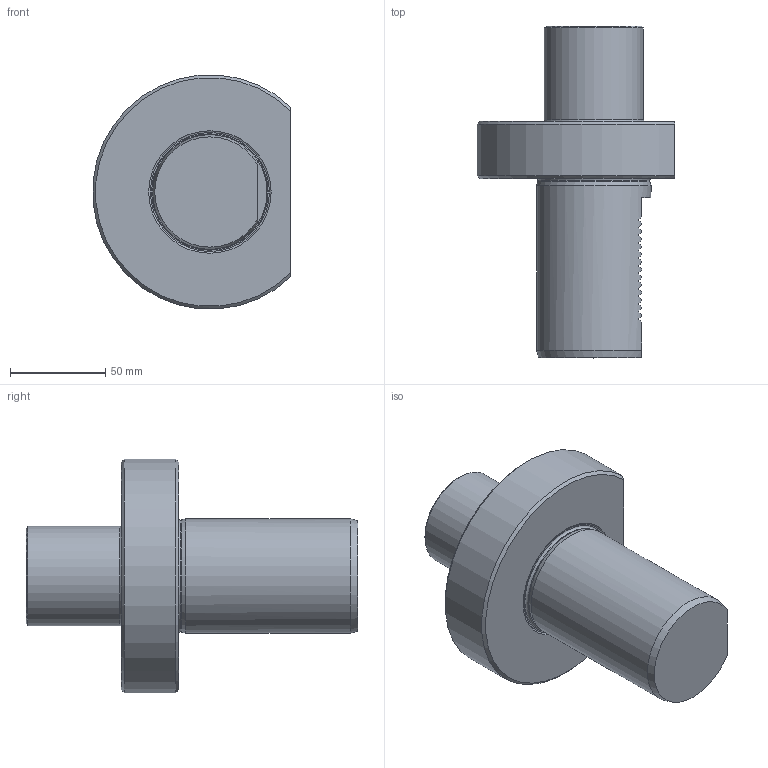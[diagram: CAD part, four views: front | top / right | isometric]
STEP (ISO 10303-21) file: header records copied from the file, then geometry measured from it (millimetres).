
FILE_DESCRIPTION (( 'STEP AP214' ), '1' );
FILE_NAME ('E160X32.STEP', '2025-06-30T12:49:32', ( '' ), ( '' ), 'SwSTEP 2.0', 'SolidWorks 2023', '' );
FILE_SCHEMA (( 'AUTOMOTIVE_DESIGN' ));
Length unit declared in the file: millimetre
Products named in the file (1): E160X32
Bounding box: 103.77 x 174 x 122.69 mm (x, y, z)
Volume: 630438.7 mm3; surface area: 64776.8 mm2
Topology: 1 solids, 1 shells, 287 faces, 766 edges, 509 vertices
Faces by surface type: plane 189, cylinder 45, bspline 43, cone 6, torus 4
Full cylindrical faces by diameter (mm): 1.7 x1, 2.1 x1, 6.366 x1, 32 x1, 52 x1, 58.7 x1, 60 x1
Entity records: 13639 total; most frequent: CARTESIAN_POINT 4782, ORIENTED_EDGE 1502, DIRECTION 1137, EDGE_CURVE 751, VERTEX_POINT 507, VECTOR 501, LINE 501, EDGE_LOOP 328
